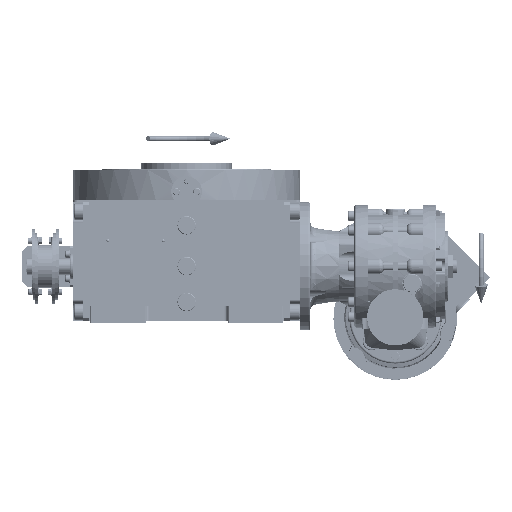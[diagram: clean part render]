
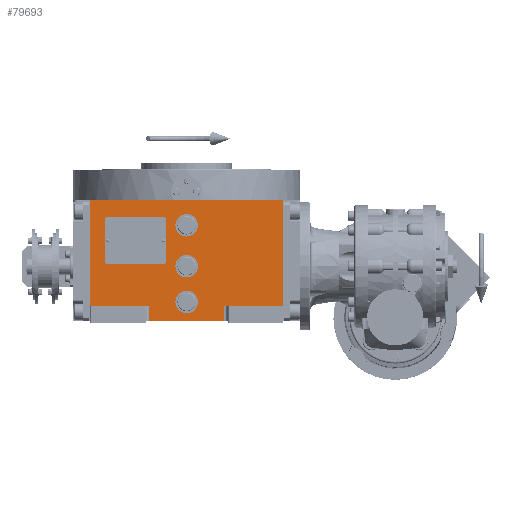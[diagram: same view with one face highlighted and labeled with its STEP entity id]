
A CAD part, top view. The second image highlights one B-rep face of the part: STEP entity #79693.
In plain terms, the highlighted planar face has unit normal (0, 0, 1).
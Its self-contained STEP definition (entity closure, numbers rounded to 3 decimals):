
#2736 = EDGE_LOOP ( 'NONE', ( #26935, #151183, #88545, #71742, #19896, #113148, #98244, #149261 ) ) ;
#3020 = VECTOR ( 'NONE', #32235, 1000. ) ;
#3328 = CARTESIAN_POINT ( 'NONE',  ( -11., -35., 163.5 ) ) ;
#5059 = ORIENTED_EDGE ( 'NONE', *, *, #130007, .F. ) ;
#8378 = VERTEX_POINT ( 'NONE', #46370 ) ;
#8464 = EDGE_CURVE ( 'NONE', #85346, #80798, #66674, .T. ) ;
#8569 = DIRECTION ( 'NONE',  ( 0., 0., 1. ) ) ;
#13919 = DIRECTION ( 'NONE',  ( 1., 0., 0. ) ) ;
#16883 = VERTEX_POINT ( 'NONE', #131739 ) ;
#18732 = CIRCLE ( 'NONE', #117631, 11. ) ;
#19896 = ORIENTED_EDGE ( 'NONE', *, *, #8464, .F. ) ;
#21182 = ORIENTED_EDGE ( 'NONE', *, *, #78584, .F. ) ;
#24849 = VECTOR ( 'NONE', #152072, 1000. ) ;
#25186 = AXIS2_PLACEMENT_3D ( 'NONE', #60236, #144288, #128420 ) ;
#26935 = ORIENTED_EDGE ( 'NONE', *, *, #167796, .T. ) ;
#27107 = CARTESIAN_POINT ( 'NONE',  ( 37., -53.5, 163.5 ) ) ;
#27455 = VERTEX_POINT ( 'NONE', #124381 ) ;
#28349 = CARTESIAN_POINT ( 'NONE',  ( 0., -35., 163.5 ) ) ;
#28750 = VECTOR ( 'NONE', #91619, 1000. ) ;
#28940 = FACE_BOUND ( 'NONE', #159567, .T. ) ;
#29420 = CARTESIAN_POINT ( 'NONE',  ( 0., 0., 163.5 ) ) ;
#29811 = DIRECTION ( 'NONE',  ( 0., 0., 1. ) ) ;
#31261 = VERTEX_POINT ( 'NONE', #148517 ) ;
#32235 = DIRECTION ( 'NONE',  ( 0., -1., 0. ) ) ;
#33127 = CARTESIAN_POINT ( 'NONE',  ( 11., 0., 163.5 ) ) ;
#33225 = DIRECTION ( 'NONE',  ( 0., 0., 1. ) ) ;
#33596 = VERTEX_POINT ( 'NONE', #106372 ) ;
#36665 = EDGE_CURVE ( 'NONE', #69408, #82474, #116660, .T. ) ;
#38669 = VERTEX_POINT ( 'NONE', #3328 ) ;
#39618 = CARTESIAN_POINT ( 'NONE',  ( -94.5, -53.5, 163.5 ) ) ;
#39790 = EDGE_CURVE ( 'NONE', #38669, #31261, #140011, .T. ) ;
#41343 = VECTOR ( 'NONE', #73140, 1000. ) ;
#42282 = CARTESIAN_POINT ( 'NONE',  ( 37., -38.5, 163.5 ) ) ;
#45018 = LINE ( 'NONE', #152192, #118712 ) ;
#46370 = CARTESIAN_POINT ( 'NONE',  ( -94.5, -38.5, 163.5 ) ) ;
#46573 = AXIS2_PLACEMENT_3D ( 'NONE', #60856, #8569, #86575 ) ;
#46785 = ORIENTED_EDGE ( 'NONE', *, *, #39790, .F. ) ;
#49929 = CARTESIAN_POINT ( 'NONE',  ( -94.5, -38.5, 163.5 ) ) ;
#53917 = VERTEX_POINT ( 'NONE', #95905 ) ;
#55121 = CIRCLE ( 'NONE', #57905, 11. ) ;
#57905 = AXIS2_PLACEMENT_3D ( 'NONE', #150891, #139342, #112801 ) ;
#57951 = CARTESIAN_POINT ( 'NONE',  ( 37., -38.5, 163.5 ) ) ;
#58097 = CARTESIAN_POINT ( 'NONE',  ( 0., 40., 163.5 ) ) ;
#58954 = DIRECTION ( 'NONE',  ( 1., 0., 0. ) ) ;
#60236 = CARTESIAN_POINT ( 'NONE',  ( 0., -35., 163.5 ) ) ;
#60856 = CARTESIAN_POINT ( 'NONE',  ( 0., 0., 163.5 ) ) ;
#64107 = LINE ( 'NONE', #158864, #166368 ) ;
#64985 = DIRECTION ( 'NONE',  ( 1., 0., 0. ) ) ;
#66674 = LINE ( 'NONE', #118072, #129692 ) ;
#68553 = CARTESIAN_POINT ( 'NONE',  ( -94.5, -38.5, 163.5 ) ) ;
#68847 = PLANE ( 'NONE',  #80911 ) ;
#69408 = VERTEX_POINT ( 'NONE', #83469 ) ;
#71742 = ORIENTED_EDGE ( 'NONE', *, *, #94439, .T. ) ;
#71857 = EDGE_CURVE ( 'NONE', #8378, #125154, #147296, .T. ) ;
#73140 = DIRECTION ( 'NONE',  ( 0., 1., 0. ) ) ;
#75668 = ORIENTED_EDGE ( 'NONE', *, *, #159151, .F. ) ;
#76316 = VERTEX_POINT ( 'NONE', #27107 ) ;
#78584 = EDGE_CURVE ( 'NONE', #16883, #53917, #55121, .T. ) ;
#79693 = ADVANCED_FACE ( 'NONE', ( #160960, #28940, #135240, #106936 ), #68847, .T. ) ;
#80798 = VERTEX_POINT ( 'NONE', #119396 ) ;
#80911 = AXIS2_PLACEMENT_3D ( 'NONE', #39618, #29811, #13919 ) ;
#82474 = VERTEX_POINT ( 'NONE', #33127 ) ;
#83469 = CARTESIAN_POINT ( 'NONE',  ( -11., 0., 163.5 ) ) ;
#85346 = VERTEX_POINT ( 'NONE', #118913 ) ;
#85675 = CARTESIAN_POINT ( 'NONE',  ( 37., -38.5, 163.5 ) ) ;
#86575 = DIRECTION ( 'NONE',  ( 1., 0., 0. ) ) ;
#87148 = ORIENTED_EDGE ( 'NONE', *, *, #152910, .F. ) ;
#87307 = LINE ( 'NONE', #113899, #41343 ) ;
#88545 = ORIENTED_EDGE ( 'NONE', *, *, #142501, .T. ) ;
#91619 = DIRECTION ( 'NONE',  ( 0., 1., 0. ) ) ;
#91708 = CARTESIAN_POINT ( 'NONE',  ( -37., -38.5, 163.5 ) ) ;
#94439 = EDGE_CURVE ( 'NONE', #27455, #80798, #87307, .T. ) ;
#94807 = AXIS2_PLACEMENT_3D ( 'NONE', #28349, #116801, #100000 ) ;
#95905 = CARTESIAN_POINT ( 'NONE',  ( 11., 40., 163.5 ) ) ;
#98244 = ORIENTED_EDGE ( 'NONE', *, *, #71857, .T. ) ;
#99236 = EDGE_CURVE ( 'NONE', #33596, #125154, #45018, .T. ) ;
#100000 = DIRECTION ( 'NONE',  ( -1., 0., 0. ) ) ;
#100738 = EDGE_CURVE ( 'NONE', #172023, #76316, #110233, .T. ) ;
#101148 = ORIENTED_EDGE ( 'NONE', *, *, #36665, .F. ) ;
#106372 = CARTESIAN_POINT ( 'NONE',  ( -37., -53.5, 163.5 ) ) ;
#106936 = FACE_OUTER_BOUND ( 'NONE', #2736, .T. ) ;
#110070 = CIRCLE ( 'NONE', #25186, 11. ) ;
#110233 = LINE ( 'NONE', #57951, #3020 ) ;
#110906 = DIRECTION ( 'NONE',  ( -1., 0., 0. ) ) ;
#112801 = DIRECTION ( 'NONE',  ( -1., 0., 0. ) ) ;
#113148 = ORIENTED_EDGE ( 'NONE', *, *, #136017, .F. ) ;
#113899 = CARTESIAN_POINT ( 'NONE',  ( 94.5, -38.5, 163.5 ) ) ;
#116660 = CIRCLE ( 'NONE', #119592, 11. ) ;
#116801 = DIRECTION ( 'NONE',  ( 0., 0., 1. ) ) ;
#117631 = AXIS2_PLACEMENT_3D ( 'NONE', #58097, #33225, #58954 ) ;
#118072 = CARTESIAN_POINT ( 'NONE',  ( -94.5, 64.5, 163.5 ) ) ;
#118712 = VECTOR ( 'NONE', #125666, 1000. ) ;
#118913 = CARTESIAN_POINT ( 'NONE',  ( -94.5, 64.5, 163.5 ) ) ;
#119396 = CARTESIAN_POINT ( 'NONE',  ( 94.5, 64.5, 163.5 ) ) ;
#119592 = AXIS2_PLACEMENT_3D ( 'NONE', #29420, #163175, #110906 ) ;
#124381 = CARTESIAN_POINT ( 'NONE',  ( 94.5, -38.5, 163.5 ) ) ;
#124664 = LINE ( 'NONE', #85675, #24849 ) ;
#125154 = VERTEX_POINT ( 'NONE', #91708 ) ;
#125666 = DIRECTION ( 'NONE',  ( 0., 1., 0. ) ) ;
#128420 = DIRECTION ( 'NONE',  ( 1., 0., 0. ) ) ;
#129692 = VECTOR ( 'NONE', #160545, 1000. ) ;
#130007 = EDGE_CURVE ( 'NONE', #53917, #16883, #18732, .T. ) ;
#131739 = CARTESIAN_POINT ( 'NONE',  ( -11., 40., 163.5 ) ) ;
#135240 = FACE_BOUND ( 'NONE', #137339, .T. ) ;
#136017 = EDGE_CURVE ( 'NONE', #8378, #85346, #162435, .T. ) ;
#137316 = EDGE_LOOP ( 'NONE', ( #75668, #101148 ) ) ;
#137339 = EDGE_LOOP ( 'NONE', ( #5059, #21182 ) ) ;
#139342 = DIRECTION ( 'NONE',  ( 0., 0., 1. ) ) ;
#140011 = CIRCLE ( 'NONE', #94807, 11. ) ;
#141301 = VECTOR ( 'NONE', #64985, 1000. ) ;
#142501 = EDGE_CURVE ( 'NONE', #172023, #27455, #124664, .T. ) ;
#144288 = DIRECTION ( 'NONE',  ( 0., 0., 1. ) ) ;
#147296 = LINE ( 'NONE', #49929, #141301 ) ;
#147307 = DIRECTION ( 'NONE',  ( 1., 0., 0. ) ) ;
#148517 = CARTESIAN_POINT ( 'NONE',  ( 11., -35., 163.5 ) ) ;
#149261 = ORIENTED_EDGE ( 'NONE', *, *, #99236, .F. ) ;
#150891 = CARTESIAN_POINT ( 'NONE',  ( 0., 40., 163.5 ) ) ;
#151183 = ORIENTED_EDGE ( 'NONE', *, *, #100738, .F. ) ;
#152072 = DIRECTION ( 'NONE',  ( 1., 0., 0. ) ) ;
#152192 = CARTESIAN_POINT ( 'NONE',  ( -37., -53.5, 163.5 ) ) ;
#152910 = EDGE_CURVE ( 'NONE', #31261, #38669, #110070, .T. ) ;
#158864 = CARTESIAN_POINT ( 'NONE',  ( -37., -53.5, 163.5 ) ) ;
#159151 = EDGE_CURVE ( 'NONE', #82474, #69408, #171112, .T. ) ;
#159567 = EDGE_LOOP ( 'NONE', ( #87148, #46785 ) ) ;
#160545 = DIRECTION ( 'NONE',  ( 1., 0., 0. ) ) ;
#160960 = FACE_BOUND ( 'NONE', #137316, .T. ) ;
#162435 = LINE ( 'NONE', #68553, #28750 ) ;
#163175 = DIRECTION ( 'NONE',  ( 0., 0., 1. ) ) ;
#166368 = VECTOR ( 'NONE', #147307, 1000. ) ;
#167796 = EDGE_CURVE ( 'NONE', #33596, #76316, #64107, .T. ) ;
#171112 = CIRCLE ( 'NONE', #46573, 11. ) ;
#172023 = VERTEX_POINT ( 'NONE', #42282 ) ;
